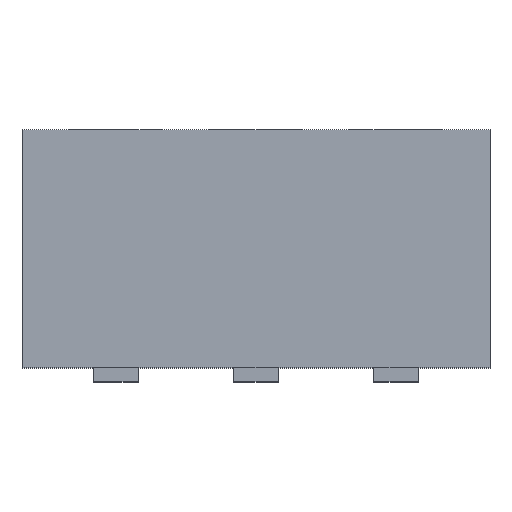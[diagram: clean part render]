
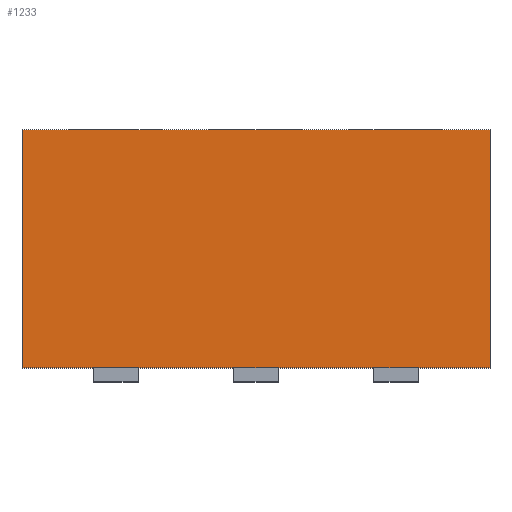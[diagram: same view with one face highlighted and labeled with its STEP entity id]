
A CAD part, top view. The second image highlights one B-rep face of the part: STEP entity #1233.
In plain terms, the highlighted planar face has unit normal (0, 0, 1).
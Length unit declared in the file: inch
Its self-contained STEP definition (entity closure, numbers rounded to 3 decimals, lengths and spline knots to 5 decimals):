
#320=ORIENTED_EDGE('',*,*,#549,.T.);
#321=ORIENTED_EDGE('',*,*,#546,.F.);
#322=ORIENTED_EDGE('',*,*,#553,.F.);
#323=ORIENTED_EDGE('',*,*,#462,.T.);
#462=EDGE_CURVE('',#607,#606,#730,.T.);
#546=EDGE_CURVE('',#666,#667,#814,.T.);
#549=EDGE_CURVE('',#606,#667,#817,.T.);
#553=EDGE_CURVE('',#607,#666,#821,.T.);
#606=VERTEX_POINT('',#1802);
#607=VERTEX_POINT('',#1804);
#666=VERTEX_POINT('',#1971);
#667=VERTEX_POINT('',#1973);
#730=LINE('',#1803,#886);
#814=LINE('',#1972,#970);
#817=LINE('',#1977,#973);
#821=LINE('',#1984,#977);
#886=VECTOR('',#1486,39.37008);
#970=VECTOR('',#1620,39.37008);
#973=VECTOR('',#1625,39.37008);
#977=VECTOR('',#1635,39.37008);
#1035=EDGE_LOOP('',(#320,#321,#322,#323));
#1107=FACE_BOUND('',#1035,.T.);
#1173=PLANE('',#1334);
#1233=ADVANCED_FACE('',(#1107),#1173,.F.);
#1334=AXIS2_PLACEMENT_3D('',#1983,#1633,#1634);
#1486=DIRECTION('',(0.,-1.,0.));
#1620=DIRECTION('',(0.,-1.,0.));
#1625=DIRECTION('',(1.,0.,0.));
#1633=DIRECTION('',(0.,0.,-1.));
#1634=DIRECTION('',(-1.,0.,0.));
#1635=DIRECTION('',(1.,0.,0.));
#1802=CARTESIAN_POINT('',(0.,0.,0.06));
#1803=CARTESIAN_POINT('',(0.,0.085,0.06));
#1804=CARTESIAN_POINT('',(0.,0.085,0.06));
#1971=CARTESIAN_POINT('',(0.167,0.085,0.06));
#1972=CARTESIAN_POINT('',(0.167,0.085,0.06));
#1973=CARTESIAN_POINT('',(0.167,0.,0.06));
#1977=CARTESIAN_POINT('',(0.,0.,0.06));
#1983=CARTESIAN_POINT('',(0.,0.085,0.06));
#1984=CARTESIAN_POINT('',(0.,0.085,0.06));
